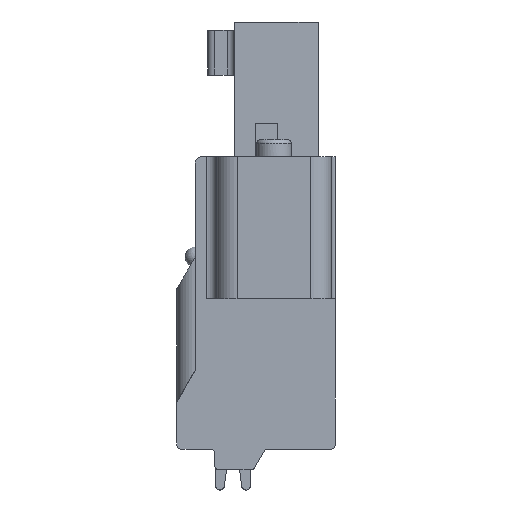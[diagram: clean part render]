
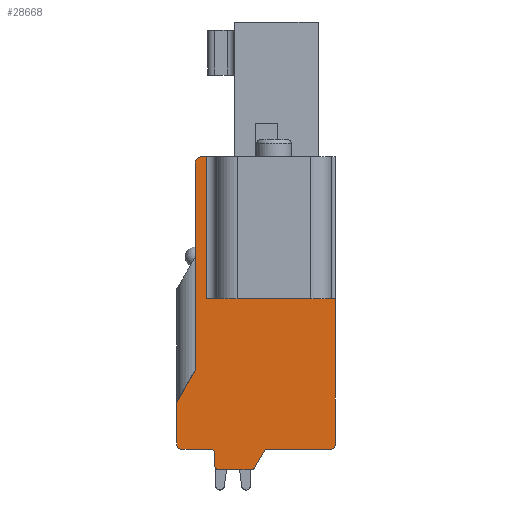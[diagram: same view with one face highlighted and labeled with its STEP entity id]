
A CAD part, front view. The second image highlights one B-rep face of the part: STEP entity #28668.
In plain terms, the highlighted planar face has unit normal (0, -1, 0).
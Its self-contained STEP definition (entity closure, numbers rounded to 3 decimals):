
#94=DIRECTION('',(-1.,0.,0.));
#95=VECTOR('',#94,0.25);
#96=CARTESIAN_POINT('',(-6.3,-11.43,0.));
#97=LINE('',#96,#95);
#3301=DIRECTION('',(0.,0.,-1.));
#3302=VECTOR('',#3301,10.141);
#3303=CARTESIAN_POINT('',(-6.85,-11.43,
-0.3));
#3304=LINE('',#3303,#3302);
#3638=DIRECTION('',(0.,0.,-1.));
#3639=VECTOR('',#3638,2.1);
#3640=CARTESIAN_POINT('',(-7.75,-11.43,-12.));
#3641=LINE('',#3640,#3639);
#3654=DIRECTION('',(1.,0.,0.));
#3655=VECTOR('',#3654,1.45);
#3656=CARTESIAN_POINT('',(-7.55,-11.43,-14.3));
#3657=LINE('',#3656,#3655);
#3662=DIRECTION('',(1.,0.,0.));
#3663=VECTOR('',#3662,3.107);
#3664=CARTESIAN_POINT('',(-3.307,-11.43,-14.3));
#3665=LINE('',#3664,#3663);
#4212=DIRECTION('',(0.,0.,1.));
#4213=VECTOR('',#4212,7.15);
#4214=CARTESIAN_POINT('',(0.,-11.43,-14.1));
#4215=LINE('',#4214,#4213);
#4690=DIRECTION('',(1.,0.,0.));
#4691=VECTOR('',#4690,6.3);
#4692=CARTESIAN_POINT('',(-6.3,-11.43,-6.95));
#4693=LINE('',#4692,#4691);
#4694=CARTESIAN_POINT('',(-0.2,-11.43,-14.1));
#4695=DIRECTION('',(0.,1.,0.));
#4696=DIRECTION('',(1.,0.,0.));
#4697=AXIS2_PLACEMENT_3D('',#4694,#4695,#4696);
#4699=CARTESIAN_POINT('',(-3.307,-11.43,-14.5));
#4700=DIRECTION('',(0.,-1.,0.));
#4701=DIRECTION('',(0.,0.,1.));
#4702=AXIS2_PLACEMENT_3D('',#4699,#4700,#4701);
#4704=DIRECTION('',(-0.5,0.,-0.866));
#4705=VECTOR('',#4704,0.924);
#4706=CARTESIAN_POINT('',(-3.48,-11.43,
-14.4));
#4707=LINE('',#4706,#4705);
#4708=CARTESIAN_POINT('',(-4.115,-11.43,-15.1));
#4709=DIRECTION('',(0.,1.,0.));
#4710=DIRECTION('',(0.866,0.,-0.5));
#4711=AXIS2_PLACEMENT_3D('',#4708,#4709,#4710);
#4713=CARTESIAN_POINT('',(-5.7,-11.43,-15.1));
#4714=DIRECTION('',(0.,1.,0.));
#4715=DIRECTION('',(0.,0.,-1.));
#4716=AXIS2_PLACEMENT_3D('',#4713,#4714,#4715);
#4718=CARTESIAN_POINT('',(-6.1,-11.43,-14.5));
#4719=DIRECTION('',(0.,-1.,0.));
#4720=DIRECTION('',(1.,0.,0.));
#4721=AXIS2_PLACEMENT_3D('',#4718,#4719,#4720);
#4723=CARTESIAN_POINT('',(-7.55,-11.43,-14.1));
#4724=DIRECTION('',(0.,1.,0.));
#4725=DIRECTION('',(0.,0.,-1.));
#4726=AXIS2_PLACEMENT_3D('',#4723,#4724,#4725);
#4728=DIRECTION('',(0.5,0.,0.866));
#4729=VECTOR('',#4728,1.8);
#4730=CARTESIAN_POINT('',(-7.75,-11.43,-12.));
#4731=LINE('',#4730,#4729);
#4732=CARTESIAN_POINT('',(-6.55,-11.43,-0.3));
#4733=DIRECTION('',(0.,1.,0.));
#4734=DIRECTION('',(-1.,0.,0.));
#4735=AXIS2_PLACEMENT_3D('',#4732,#4733,#4734);
#4741=DIRECTION('',(0.,0.,1.));
#4742=VECTOR('',#4741,6.95);
#4743=CARTESIAN_POINT('',(-6.3,-11.43,-6.95));
#4744=LINE('',#4743,#4742);
#5027=DIRECTION('',(0.,0.,-1.));
#5028=VECTOR('',#5027,0.6);
#5029=CARTESIAN_POINT('',(-5.9,-11.43,-14.5));
#5030=LINE('',#5029,#5028);
#5039=DIRECTION('',(1.,0.,0.));
#5040=VECTOR('',#5039,1.585);
#5041=CARTESIAN_POINT('',(-5.7,-11.43,-15.3));
#5042=LINE('',#5041,#5040);
#17821=CARTESIAN_POINT('',(-6.3,-11.43,0.));
#17822=VERTEX_POINT('',#17821);
#17823=CARTESIAN_POINT('',(-6.55,-11.43,0.));
#17824=VERTEX_POINT('',#17823);
#17921=CARTESIAN_POINT('',(0.,-11.43,-14.1));
#17922=CARTESIAN_POINT('',(0.,-11.43,-6.95));
#17923=VERTEX_POINT('',#17921);
#17924=VERTEX_POINT('',#17922);
#17925=CARTESIAN_POINT('',(-0.2,-11.43,-14.3));
#17926=VERTEX_POINT('',#17925);
#17927=CARTESIAN_POINT('',(-7.55,-11.43,-14.3));
#17928=CARTESIAN_POINT('',(-6.1,-11.43,-14.3));
#17929=VERTEX_POINT('',#17927);
#17930=VERTEX_POINT('',#17928);
#17935=CARTESIAN_POINT('',(-3.307,-11.43,-14.3));
#17936=VERTEX_POINT('',#17935);
#18516=CARTESIAN_POINT('',(-7.75,-11.43,-14.1));
#18517=VERTEX_POINT('',#18516);
#18528=CARTESIAN_POINT('',(-7.75,-11.43,-12.));
#18529=VERTEX_POINT('',#18528);
#18568=CARTESIAN_POINT('',(-6.85,-11.43,
-0.3));
#18569=VERTEX_POINT('',#18568);
#18570=CARTESIAN_POINT('',(-6.85,-11.43,
-10.441));
#18571=VERTEX_POINT('',#18570);
#18888=CARTESIAN_POINT('',(-6.3,-11.43,-6.95));
#18889=VERTEX_POINT('',#18888);
#18890=CARTESIAN_POINT('',(-3.48,-11.43,
-14.4));
#18891=VERTEX_POINT('',#18890);
#18892=CARTESIAN_POINT('',(-3.942,-11.43,
-15.2));
#18893=VERTEX_POINT('',#18892);
#18894=CARTESIAN_POINT('',(-4.115,-11.43,-15.3));
#18895=VERTEX_POINT('',#18894);
#18896=CARTESIAN_POINT('',(-5.7,-11.43,-15.3));
#18897=VERTEX_POINT('',#18896);
#18898=CARTESIAN_POINT('',(-5.9,-11.43,-15.1));
#18899=VERTEX_POINT('',#18898);
#18900=CARTESIAN_POINT('',(-5.9,-11.43,-14.5));
#18901=VERTEX_POINT('',#18900);
#28631=CARTESIAN_POINT('',(0.,-11.43,0.));
#28632=DIRECTION('',(0.,1.,0.));
#28633=DIRECTION('',(1.,0.,0.));
#28634=AXIS2_PLACEMENT_3D('',#28631,#28632,#28633);
#28635=PLANE('',#28634);
#28637=ORIENTED_EDGE('',*,*,#28636,.F.);
#28639=ORIENTED_EDGE('',*,*,#28638,.T.);
#28640=ORIENTED_EDGE('',*,*,#28035,.F.);
#28641=ORIENTED_EDGE('',*,*,#28019,.T.);
#28642=ORIENTED_EDGE('',*,*,#27468,.F.);
#28644=ORIENTED_EDGE('',*,*,#28643,.T.);
#28646=ORIENTED_EDGE('',*,*,#28645,.T.);
#28648=ORIENTED_EDGE('',*,*,#28647,.T.);
#28650=ORIENTED_EDGE('',*,*,#28649,.F.);
#28652=ORIENTED_EDGE('',*,*,#28651,.T.);
#28654=ORIENTED_EDGE('',*,*,#28653,.F.);
#28656=ORIENTED_EDGE('',*,*,#28655,.T.);
#28657=ORIENTED_EDGE('',*,*,#27460,.F.);
#28658=ORIENTED_EDGE('',*,*,#27437,.T.);
#28659=ORIENTED_EDGE('',*,*,#27422,.F.);
#28661=ORIENTED_EDGE('',*,*,#28660,.T.);
#28662=ORIENTED_EDGE('',*,*,#26944,.F.);
#28664=ORIENTED_EDGE('',*,*,#28663,.T.);
#28665=ORIENTED_EDGE('',*,*,#22985,.F.);
#28666=EDGE_LOOP('',(#28637,#28639,#28640,#28641,#28642,#28644,#28646,#28648,
#28650,#28652,#28654,#28656,#28657,#28658,#28659,#28661,#28662,#28664,#28665));
#28667=FACE_OUTER_BOUND('',#28666,.F.);
#4698=CIRCLE('',#4697,0.2);
#4703=CIRCLE('',#4702,0.2);
#4712=CIRCLE('',#4711,0.2);
#4717=CIRCLE('',#4716,0.2);
#4722=CIRCLE('',#4721,0.2);
#4727=CIRCLE('',#4726,0.2);
#4736=CIRCLE('',#4735,0.3);
#22985=EDGE_CURVE('',#17822,#17824,#97,.T.);
#26944=EDGE_CURVE('',#18569,#18571,#3304,.T.);
#27422=EDGE_CURVE('',#18529,#18517,#3641,.T.);
#27437=EDGE_CURVE('',#17929,#18517,#4727,.T.);
#27460=EDGE_CURVE('',#17929,#17930,#3657,.T.);
#27468=EDGE_CURVE('',#17936,#17926,#3665,.T.);
#28019=EDGE_CURVE('',#17923,#17926,#4698,.T.);
#28035=EDGE_CURVE('',#17923,#17924,#4215,.T.);
#28636=EDGE_CURVE('',#18889,#17822,#4744,.T.);
#28638=EDGE_CURVE('',#18889,#17924,#4693,.T.);
#28643=EDGE_CURVE('',#17936,#18891,#4703,.T.);
#28645=EDGE_CURVE('',#18891,#18893,#4707,.T.);
#28647=EDGE_CURVE('',#18893,#18895,#4712,.T.);
#28649=EDGE_CURVE('',#18897,#18895,#5042,.T.);
#28651=EDGE_CURVE('',#18897,#18899,#4717,.T.);
#28653=EDGE_CURVE('',#18901,#18899,#5030,.T.);
#28655=EDGE_CURVE('',#18901,#17930,#4722,.T.);
#28660=EDGE_CURVE('',#18529,#18571,#4731,.T.);
#28663=EDGE_CURVE('',#18569,#17824,#4736,.T.);
#28668=ADVANCED_FACE('',(#28667),#28635,.F.);
